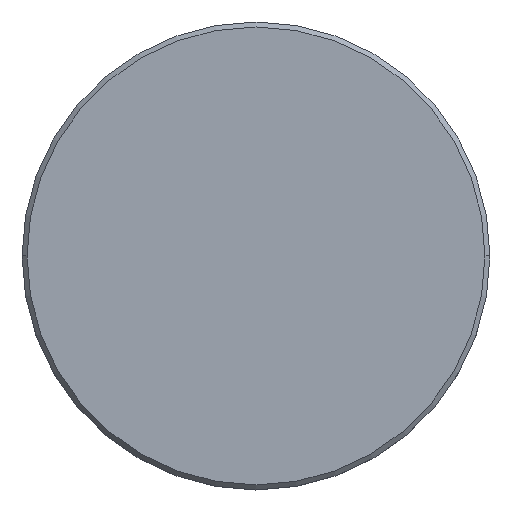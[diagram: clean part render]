
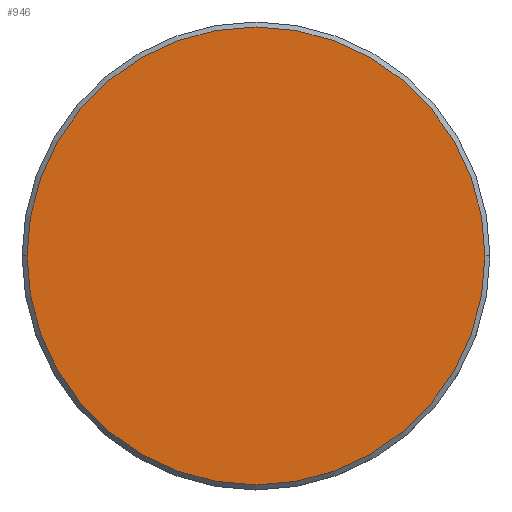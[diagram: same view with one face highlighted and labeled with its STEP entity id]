
A CAD part, top view. The second image highlights one B-rep face of the part: STEP entity #946.
In plain terms, the highlighted planar face has unit normal (0, 0, 1).
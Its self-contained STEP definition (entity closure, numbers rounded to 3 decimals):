
#5 = CARTESIAN_POINT ( 'NONE',  ( -23., 0., 0. ) ) ;
#66 = CARTESIAN_POINT ( 'NONE',  ( 0., 0., 0. ) ) ;
#150 = EDGE_CURVE ( 'NONE', #652, #773, #400, .T. ) ;
#216 = ORIENTED_EDGE ( 'NONE', *, *, #515, .T. ) ;
#261 = CARTESIAN_POINT ( 'NONE',  ( 0., 0., 0. ) ) ;
#291 = ORIENTED_EDGE ( 'NONE', *, *, #150, .T. ) ;
#400 = CIRCLE ( 'NONE', #719, 23. ) ;
#422 = PLANE ( 'NONE',  #543 ) ;
#429 = AXIS2_PLACEMENT_3D ( 'NONE', #261, #997, #548 ) ;
#515 = EDGE_CURVE ( 'NONE', #773, #652, #828, .T. ) ;
#516 = FACE_OUTER_BOUND ( 'NONE', #1167, .T. ) ;
#543 = AXIS2_PLACEMENT_3D ( 'NONE', #1042, #683, #965 ) ;
#548 = DIRECTION ( 'NONE',  ( 1., 0., 0. ) ) ;
#652 = VERTEX_POINT ( 'NONE', #973 ) ;
#683 = DIRECTION ( 'NONE',  ( 0., 0., 1. ) ) ;
#702 = DIRECTION ( 'NONE',  ( 0., 0., 1. ) ) ;
#719 = AXIS2_PLACEMENT_3D ( 'NONE', #66, #702, #800 ) ;
#773 = VERTEX_POINT ( 'NONE', #5 ) ;
#800 = DIRECTION ( 'NONE',  ( 1., 0., 0. ) ) ;
#828 = CIRCLE ( 'NONE', #429, 23. ) ;
#946 = ADVANCED_FACE ( 'NONE', ( #516 ), #422, .T. ) ;
#965 = DIRECTION ( 'NONE',  ( 1., 0., 0. ) ) ;
#973 = CARTESIAN_POINT ( 'NONE',  ( 23., 0., 0. ) ) ;
#997 = DIRECTION ( 'NONE',  ( 0., 0., 1. ) ) ;
#1042 = CARTESIAN_POINT ( 'NONE',  ( 0., 0., 0. ) ) ;
#1167 = EDGE_LOOP ( 'NONE', ( #216, #291 ) ) ;
